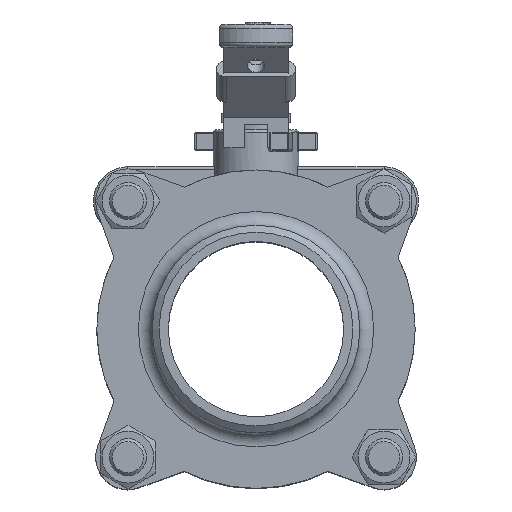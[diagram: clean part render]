
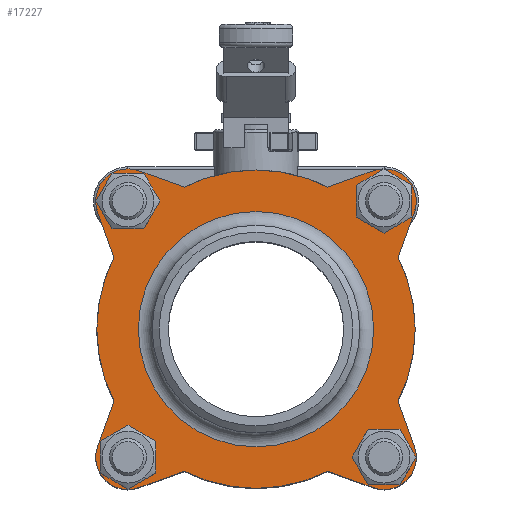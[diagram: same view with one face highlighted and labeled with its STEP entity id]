
A CAD part, top view. The second image highlights one B-rep face of the part: STEP entity #17227.
In plain terms, the highlighted planar face has unit normal (0, 0, 1).
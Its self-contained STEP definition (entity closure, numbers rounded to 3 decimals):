
#1164=FACE_BOUND('',#2845,.T.);
#1165=FACE_BOUND('',#2846,.T.);
#1166=FACE_BOUND('',#2847,.T.);
#1167=FACE_BOUND('',#2848,.T.);
#1168=FACE_BOUND('',#2849,.T.);
#1267=PLANE('',#18259);
#1860=FACE_OUTER_BOUND('',#2844,.T.);
#2844=EDGE_LOOP('',(#11149,#11150,#11151,#11152,#11153,#11154,#11155,#11156,
#11157,#11158,#11159,#11160,#11161,#11162,#11163,#11164,#11165));
#2845=EDGE_LOOP('',(#11166));
#2846=EDGE_LOOP('',(#11167));
#2847=EDGE_LOOP('',(#11168));
#2848=EDGE_LOOP('',(#11169));
#2849=EDGE_LOOP('',(#11170));
#3927=LINE('',#22899,#5248);
#3928=LINE('',#22903,#5249);
#3929=LINE('',#22907,#5250);
#3930=LINE('',#22911,#5251);
#3931=LINE('',#22917,#5252);
#3932=LINE('',#22921,#5253);
#3933=LINE('',#22925,#5254);
#3934=LINE('',#22929,#5255);
#5248=VECTOR('',#19380,10.);
#5249=VECTOR('',#19383,10.);
#5250=VECTOR('',#19386,10.);
#5251=VECTOR('',#19389,10.);
#5252=VECTOR('',#19394,10.);
#5253=VECTOR('',#19397,10.);
#5254=VECTOR('',#19400,10.);
#5255=VECTOR('',#19403,10.);
#6573=CIRCLE('',#18258,51.);
#6574=CIRCLE('',#18260,14.);
#6575=CIRCLE('',#18261,69.);
#6576=CIRCLE('',#18262,14.);
#6577=CIRCLE('',#18263,69.);
#6578=CIRCLE('',#18264,69.);
#6579=CIRCLE('',#18265,14.);
#6580=CIRCLE('',#18266,69.);
#6581=CIRCLE('',#18267,14.);
#6582=CIRCLE('',#18268,69.);
#6583=CIRCLE('',#18269,8.5);
#6584=CIRCLE('',#18270,8.5);
#6585=CIRCLE('',#18271,8.5);
#6586=CIRCLE('',#18272,8.5);
#6983=VERTEX_POINT('',#22893);
#6984=VERTEX_POINT('',#22897);
#6985=VERTEX_POINT('',#22898);
#6986=VERTEX_POINT('',#22900);
#6987=VERTEX_POINT('',#22902);
#6988=VERTEX_POINT('',#22904);
#6989=VERTEX_POINT('',#22906);
#6990=VERTEX_POINT('',#22908);
#6991=VERTEX_POINT('',#22910);
#6992=VERTEX_POINT('',#22912);
#6993=VERTEX_POINT('',#22914);
#6994=VERTEX_POINT('',#22916);
#6995=VERTEX_POINT('',#22918);
#6996=VERTEX_POINT('',#22920);
#6997=VERTEX_POINT('',#22922);
#6998=VERTEX_POINT('',#22924);
#6999=VERTEX_POINT('',#22926);
#7000=VERTEX_POINT('',#22928);
#7001=VERTEX_POINT('',#22931);
#7002=VERTEX_POINT('',#22933);
#7003=VERTEX_POINT('',#22935);
#7004=VERTEX_POINT('',#22937);
#8621=EDGE_CURVE('',#6983,#6983,#6573,.T.);
#8622=EDGE_CURVE('',#6984,#6985,#3927,.T.);
#8623=EDGE_CURVE('',#6985,#6986,#6574,.T.);
#8624=EDGE_CURVE('',#6986,#6987,#3928,.T.);
#8625=EDGE_CURVE('',#6987,#6988,#6575,.T.);
#8626=EDGE_CURVE('',#6988,#6989,#3929,.T.);
#8627=EDGE_CURVE('',#6989,#6990,#6576,.T.);
#8628=EDGE_CURVE('',#6990,#6991,#3930,.T.);
#8629=EDGE_CURVE('',#6991,#6992,#6577,.T.);
#8630=EDGE_CURVE('',#6992,#6993,#6578,.T.);
#8631=EDGE_CURVE('',#6993,#6994,#3931,.T.);
#8632=EDGE_CURVE('',#6994,#6995,#6579,.T.);
#8633=EDGE_CURVE('',#6995,#6996,#3932,.T.);
#8634=EDGE_CURVE('',#6996,#6997,#6580,.T.);
#8635=EDGE_CURVE('',#6997,#6998,#3933,.T.);
#8636=EDGE_CURVE('',#6998,#6999,#6581,.T.);
#8637=EDGE_CURVE('',#6999,#7000,#3934,.T.);
#8638=EDGE_CURVE('',#7000,#6984,#6582,.T.);
#8639=EDGE_CURVE('',#7001,#7001,#6583,.T.);
#8640=EDGE_CURVE('',#7002,#7002,#6584,.T.);
#8641=EDGE_CURVE('',#7003,#7003,#6585,.T.);
#8642=EDGE_CURVE('',#7004,#7004,#6586,.T.);
#11149=ORIENTED_EDGE('',*,*,#8622,.T.);
#11150=ORIENTED_EDGE('',*,*,#8623,.T.);
#11151=ORIENTED_EDGE('',*,*,#8624,.T.);
#11152=ORIENTED_EDGE('',*,*,#8625,.T.);
#11153=ORIENTED_EDGE('',*,*,#8626,.T.);
#11154=ORIENTED_EDGE('',*,*,#8627,.T.);
#11155=ORIENTED_EDGE('',*,*,#8628,.T.);
#11156=ORIENTED_EDGE('',*,*,#8629,.T.);
#11157=ORIENTED_EDGE('',*,*,#8630,.T.);
#11158=ORIENTED_EDGE('',*,*,#8631,.T.);
#11159=ORIENTED_EDGE('',*,*,#8632,.T.);
#11160=ORIENTED_EDGE('',*,*,#8633,.T.);
#11161=ORIENTED_EDGE('',*,*,#8634,.T.);
#11162=ORIENTED_EDGE('',*,*,#8635,.T.);
#11163=ORIENTED_EDGE('',*,*,#8636,.T.);
#11164=ORIENTED_EDGE('',*,*,#8637,.T.);
#11165=ORIENTED_EDGE('',*,*,#8638,.T.);
#11166=ORIENTED_EDGE('',*,*,#8639,.T.);
#11167=ORIENTED_EDGE('',*,*,#8640,.T.);
#11168=ORIENTED_EDGE('',*,*,#8641,.T.);
#11169=ORIENTED_EDGE('',*,*,#8642,.T.);
#11170=ORIENTED_EDGE('',*,*,#8621,.F.);
#17227=ADVANCED_FACE('',(#1860,#1164,#1165,#1166,#1167,#1168),#1267,.T.);
#18258=AXIS2_PLACEMENT_3D('',#22895,#19376,#19377);
#18259=AXIS2_PLACEMENT_3D('',#22896,#19378,#19379);
#18260=AXIS2_PLACEMENT_3D('',#22901,#19381,#19382);
#18261=AXIS2_PLACEMENT_3D('',#22905,#19384,#19385);
#18262=AXIS2_PLACEMENT_3D('',#22909,#19387,#19388);
#18263=AXIS2_PLACEMENT_3D('',#22913,#19390,#19391);
#18264=AXIS2_PLACEMENT_3D('',#22915,#19392,#19393);
#18265=AXIS2_PLACEMENT_3D('',#22919,#19395,#19396);
#18266=AXIS2_PLACEMENT_3D('',#22923,#19398,#19399);
#18267=AXIS2_PLACEMENT_3D('',#22927,#19401,#19402);
#18268=AXIS2_PLACEMENT_3D('',#22930,#19404,#19405);
#18269=AXIS2_PLACEMENT_3D('',#22932,#19406,#19407);
#18270=AXIS2_PLACEMENT_3D('',#22934,#19408,#19409);
#18271=AXIS2_PLACEMENT_3D('',#22936,#19410,#19411);
#18272=AXIS2_PLACEMENT_3D('',#22938,#19412,#19413);
#19376=DIRECTION('center_axis',(0.,0.,1.));
#19377=DIRECTION('ref_axis',(1.,0.,0.));
#19378=DIRECTION('center_axis',(0.,0.,1.));
#19379=DIRECTION('ref_axis',(-1.,0.,0.));
#19380=DIRECTION('',(-0.341,-0.94,0.));
#19381=DIRECTION('center_axis',(0.,0.,1.));
#19382=DIRECTION('ref_axis',(0.028,1.,0.));
#19383=DIRECTION('',(0.94,0.341,0.));
#19384=DIRECTION('center_axis',(0.,0.,1.));
#19385=DIRECTION('ref_axis',(-1.,0.,0.));
#19386=DIRECTION('',(0.94,-0.341,0.));
#19387=DIRECTION('center_axis',(0.,0.,1.));
#19388=DIRECTION('ref_axis',(-1.,0.028,0.));
#19389=DIRECTION('',(-0.341,0.94,0.));
#19390=DIRECTION('center_axis',(0.,0.,1.));
#19391=DIRECTION('ref_axis',(-1.,0.,0.));
#19392=DIRECTION('center_axis',(0.,0.,1.));
#19393=DIRECTION('ref_axis',(-1.,0.,0.));
#19394=DIRECTION('',(0.341,0.94,0.));
#19395=DIRECTION('center_axis',(0.,0.,1.));
#19396=DIRECTION('ref_axis',(-0.028,-1.,0.));
#19397=DIRECTION('',(-0.94,-0.341,0.));
#19398=DIRECTION('center_axis',(0.,0.,1.));
#19399=DIRECTION('ref_axis',(-1.,0.,0.));
#19400=DIRECTION('',(-0.94,0.341,0.));
#19401=DIRECTION('center_axis',(0.,0.,1.));
#19402=DIRECTION('ref_axis',(1.,-0.028,0.));
#19403=DIRECTION('',(0.341,-0.94,0.));
#19404=DIRECTION('center_axis',(0.,0.,1.));
#19405=DIRECTION('ref_axis',(-1.,0.,0.));
#19406=DIRECTION('center_axis',(0.,0.,-1.));
#19407=DIRECTION('ref_axis',(1.,0.,0.));
#19408=DIRECTION('center_axis',(0.,0.,-1.));
#19409=DIRECTION('ref_axis',(-1.,0.,0.));
#19410=DIRECTION('center_axis',(0.,0.,-1.));
#19411=DIRECTION('ref_axis',(0.,-1.,0.));
#19412=DIRECTION('center_axis',(0.,0.,-1.));
#19413=DIRECTION('ref_axis',(0.,1.,0.));
#22893=CARTESIAN_POINT('',(-51.,0.,62.));
#22895=CARTESIAN_POINT('Origin',(0.,0.,62.));
#22896=CARTESIAN_POINT('Origin',(-41.121,-63.027,62.));
#22897=CARTESIAN_POINT('',(-61.564,-31.159,62.));
#22898=CARTESIAN_POINT('',(-68.668,-50.732,62.));
#22899=CARTESIAN_POINT('',(-61.564,-31.159,62.));
#22900=CARTESIAN_POINT('',(-50.732,-68.668,62.));
#22901=CARTESIAN_POINT('Origin',(-55.508,-55.508,62.));
#22902=CARTESIAN_POINT('',(-31.159,-61.564,62.));
#22903=CARTESIAN_POINT('',(-50.732,-68.668,62.));
#22904=CARTESIAN_POINT('',(31.159,-61.564,62.));
#22905=CARTESIAN_POINT('Origin',(0.,0.,62.));
#22906=CARTESIAN_POINT('',(50.732,-68.668,62.));
#22907=CARTESIAN_POINT('',(31.159,-61.564,62.));
#22908=CARTESIAN_POINT('',(68.668,-50.732,62.));
#22909=CARTESIAN_POINT('Origin',(55.508,-55.508,62.));
#22910=CARTESIAN_POINT('',(61.564,-31.159,62.));
#22911=CARTESIAN_POINT('',(68.668,-50.732,62.));
#22912=CARTESIAN_POINT('',(69.,0.,62.));
#22913=CARTESIAN_POINT('Origin',(0.,0.,62.));
#22914=CARTESIAN_POINT('',(61.564,31.159,62.));
#22915=CARTESIAN_POINT('Origin',(0.,0.,62.));
#22916=CARTESIAN_POINT('',(68.668,50.732,62.));
#22917=CARTESIAN_POINT('',(61.564,31.159,62.));
#22918=CARTESIAN_POINT('',(50.732,68.668,62.));
#22919=CARTESIAN_POINT('Origin',(55.508,55.508,62.));
#22920=CARTESIAN_POINT('',(31.159,61.564,62.));
#22921=CARTESIAN_POINT('',(50.732,68.668,62.));
#22922=CARTESIAN_POINT('',(-31.159,61.564,62.));
#22923=CARTESIAN_POINT('Origin',(0.,0.,62.));
#22924=CARTESIAN_POINT('',(-50.732,68.668,62.));
#22925=CARTESIAN_POINT('',(-31.159,61.564,62.));
#22926=CARTESIAN_POINT('',(-68.668,50.732,62.));
#22927=CARTESIAN_POINT('Origin',(-55.508,55.508,62.));
#22928=CARTESIAN_POINT('',(-61.564,31.159,62.));
#22929=CARTESIAN_POINT('',(-68.668,50.732,62.));
#22930=CARTESIAN_POINT('Origin',(0.,0.,62.));
#22931=CARTESIAN_POINT('',(-64.008,-55.508,62.));
#22932=CARTESIAN_POINT('Origin',(-55.508,-55.508,62.));
#22933=CARTESIAN_POINT('',(64.008,55.508,62.));
#22934=CARTESIAN_POINT('Origin',(55.508,55.508,62.));
#22935=CARTESIAN_POINT('',(-55.508,64.008,62.));
#22936=CARTESIAN_POINT('Origin',(-55.508,55.508,62.));
#22937=CARTESIAN_POINT('',(55.508,-64.008,62.));
#22938=CARTESIAN_POINT('Origin',(55.508,-55.508,62.));
